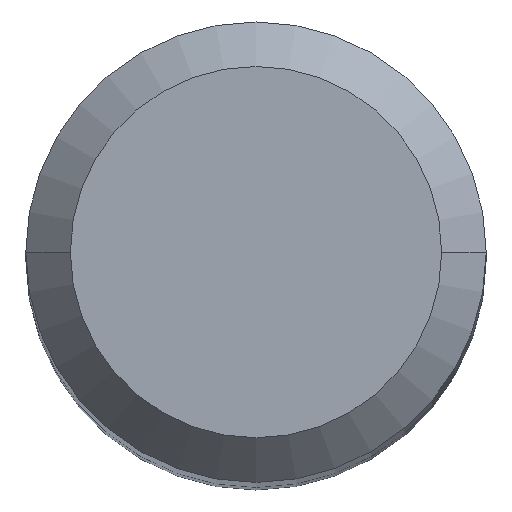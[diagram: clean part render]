
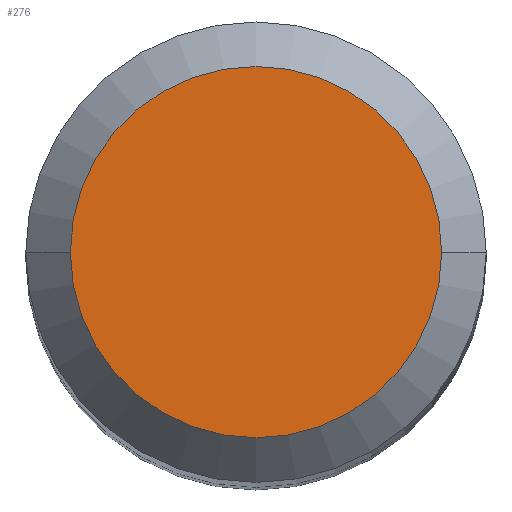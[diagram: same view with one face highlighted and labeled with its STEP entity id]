
A CAD part, top view. The second image highlights one B-rep face of the part: STEP entity #276.
In plain terms, the highlighted planar face has unit normal (0, 0, 1).
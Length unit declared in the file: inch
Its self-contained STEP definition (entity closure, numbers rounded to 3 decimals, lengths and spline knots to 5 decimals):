
#33 = CARTESIAN_POINT ( 'NONE',  ( 0., 0., 0. ) ) ;
#52 = CARTESIAN_POINT ( 'NONE',  ( 0., 0., 0. ) ) ;
#73 = CIRCLE ( 'NONE', #186, 0.13015 ) ;
#100 = VERTEX_POINT ( 'NONE', #310 ) ;
#102 = FACE_OUTER_BOUND ( 'NONE', #383, .T. ) ;
#106 = DIRECTION ( 'NONE',  ( -1., 0., 0. ) ) ;
#110 = EDGE_CURVE ( 'NONE', #245, #100, #73, .T. ) ;
#133 = DIRECTION ( 'NONE',  ( 0., 0., -1. ) ) ;
#134 = CARTESIAN_POINT ( 'NONE',  ( 0., 0., 0. ) ) ;
#149 = EDGE_CURVE ( 'NONE', #100, #245, #375, .T. ) ;
#162 = AXIS2_PLACEMENT_3D ( 'NONE', #52, #294, #353 ) ;
#168 = ORIENTED_EDGE ( 'NONE', *, *, #149, .T. ) ;
#186 = AXIS2_PLACEMENT_3D ( 'NONE', #33, #275, #239 ) ;
#227 = PLANE ( 'NONE',  #293 ) ;
#239 = DIRECTION ( 'NONE',  ( 1., 0., 0. ) ) ;
#245 = VERTEX_POINT ( 'NONE', #261 ) ;
#261 = CARTESIAN_POINT ( 'NONE',  ( -0.13015, 0., 0. ) ) ;
#275 = DIRECTION ( 'NONE',  ( 0., 0., 1. ) ) ;
#276 = ADVANCED_FACE ( 'NONE', ( #102 ), #227, .F. ) ;
#293 = AXIS2_PLACEMENT_3D ( 'NONE', #134, #133, #106 ) ;
#294 = DIRECTION ( 'NONE',  ( 0., 0., 1. ) ) ;
#310 = CARTESIAN_POINT ( 'NONE',  ( 0.13015, 0., 0. ) ) ;
#353 = DIRECTION ( 'NONE',  ( 1., 0., 0. ) ) ;
#354 = ORIENTED_EDGE ( 'NONE', *, *, #110, .T. ) ;
#375 = CIRCLE ( 'NONE', #162, 0.13015 ) ;
#383 = EDGE_LOOP ( 'NONE', ( #354, #168 ) ) ;
